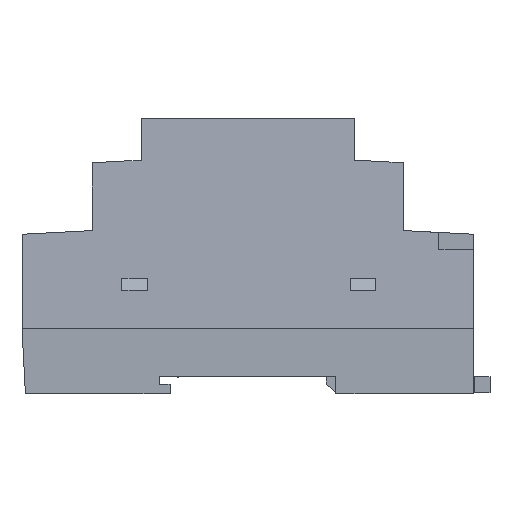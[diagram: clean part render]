
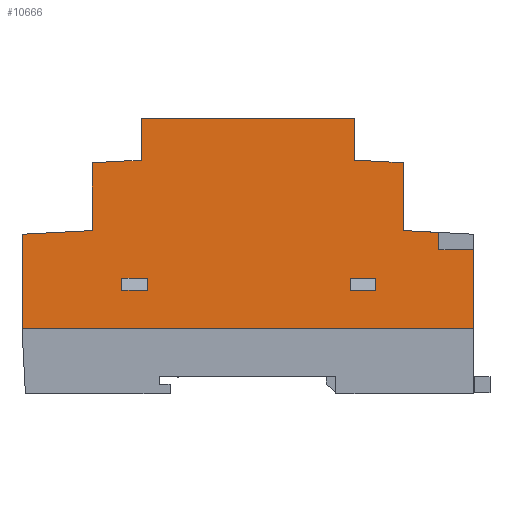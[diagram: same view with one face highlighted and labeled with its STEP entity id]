
A CAD part, left-side view. The second image highlights one B-rep face of the part: STEP entity #10666.
In plain terms, the highlighted planar face has unit normal (-0.999, 0, 0.052).
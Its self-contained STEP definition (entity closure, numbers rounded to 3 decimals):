
#96=ORIENTED_EDGE('',*,*,#3136,.T.);
#97=ORIENTED_EDGE('',*,*,#3137,.T.);
#98=ORIENTED_EDGE('',*,*,#3138,.T.);
#99=ORIENTED_EDGE('',*,*,#3139,.F.);
#100=ORIENTED_EDGE('',*,*,#3140,.T.);
#101=ORIENTED_EDGE('',*,*,#3141,.T.);
#102=ORIENTED_EDGE('',*,*,#3142,.T.);
#103=ORIENTED_EDGE('',*,*,#3143,.F.);
#104=ORIENTED_EDGE('',*,*,#3144,.T.);
#105=ORIENTED_EDGE('',*,*,#3145,.T.);
#106=ORIENTED_EDGE('',*,*,#3146,.T.);
#107=ORIENTED_EDGE('',*,*,#3147,.T.);
#108=ORIENTED_EDGE('',*,*,#3148,.T.);
#109=ORIENTED_EDGE('',*,*,#3149,.T.);
#110=ORIENTED_EDGE('',*,*,#3150,.F.);
#111=ORIENTED_EDGE('',*,*,#3151,.T.);
#112=ORIENTED_EDGE('',*,*,#3152,.T.);
#113=ORIENTED_EDGE('',*,*,#3153,.T.);
#114=ORIENTED_EDGE('',*,*,#3154,.T.);
#115=ORIENTED_EDGE('',*,*,#3155,.T.);
#116=ORIENTED_EDGE('',*,*,#3156,.T.);
#117=ORIENTED_EDGE('',*,*,#3157,.F.);
#3136=EDGE_CURVE('',#4656,#4657,#5674,.T.);
#3137=EDGE_CURVE('',#4657,#4658,#5675,.T.);
#3138=EDGE_CURVE('',#4658,#4659,#5676,.T.);
#3139=EDGE_CURVE('',#4656,#4659,#5677,.T.);
#3140=EDGE_CURVE('',#4660,#4661,#5678,.T.);
#3141=EDGE_CURVE('',#4661,#4662,#5679,.T.);
#3142=EDGE_CURVE('',#4662,#4663,#5680,.T.);
#3143=EDGE_CURVE('',#4660,#4663,#5681,.T.);
#3144=EDGE_CURVE('',#4664,#4665,#5682,.T.);
#3145=EDGE_CURVE('',#4665,#4666,#5683,.T.);
#3146=EDGE_CURVE('',#4666,#4667,#5684,.T.);
#3147=EDGE_CURVE('',#4667,#4668,#5685,.T.);
#3148=EDGE_CURVE('',#4668,#4669,#5686,.T.);
#3149=EDGE_CURVE('',#4669,#4670,#5687,.T.);
#3150=EDGE_CURVE('',#4671,#4670,#5688,.T.);
#3151=EDGE_CURVE('',#4671,#4672,#5689,.T.);
#3152=EDGE_CURVE('',#4672,#4673,#5690,.T.);
#3153=EDGE_CURVE('',#4673,#4674,#5691,.T.);
#3154=EDGE_CURVE('',#4674,#4675,#5692,.T.);
#3155=EDGE_CURVE('',#4675,#4676,#5693,.T.);
#3156=EDGE_CURVE('',#4676,#4677,#5694,.T.);
#3157=EDGE_CURVE('',#4664,#4677,#5695,.T.);
#4656=VERTEX_POINT('',#14780);
#4657=VERTEX_POINT('',#14781);
#4658=VERTEX_POINT('',#14783);
#4659=VERTEX_POINT('',#14785);
#4660=VERTEX_POINT('',#14788);
#4661=VERTEX_POINT('',#14789);
#4662=VERTEX_POINT('',#14791);
#4663=VERTEX_POINT('',#14793);
#4664=VERTEX_POINT('',#14796);
#4665=VERTEX_POINT('',#14797);
#4666=VERTEX_POINT('',#14799);
#4667=VERTEX_POINT('',#14801);
#4668=VERTEX_POINT('',#14803);
#4669=VERTEX_POINT('',#14805);
#4670=VERTEX_POINT('',#14807);
#4671=VERTEX_POINT('',#14809);
#4672=VERTEX_POINT('',#14811);
#4673=VERTEX_POINT('',#14813);
#4674=VERTEX_POINT('',#14815);
#4675=VERTEX_POINT('',#14817);
#4676=VERTEX_POINT('',#14819);
#4677=VERTEX_POINT('',#14821);
#5674=LINE('',#14779,#7138);
#5675=LINE('',#14782,#7139);
#5676=LINE('',#14784,#7140);
#5677=LINE('',#14786,#7141);
#5678=LINE('',#14787,#7142);
#5679=LINE('',#14790,#7143);
#5680=LINE('',#14792,#7144);
#5681=LINE('',#14794,#7145);
#5682=LINE('',#14795,#7146);
#5683=LINE('',#14798,#7147);
#5684=LINE('',#14800,#7148);
#5685=LINE('',#14802,#7149);
#5686=LINE('',#14804,#7150);
#5687=LINE('',#14806,#7151);
#5688=LINE('',#14808,#7152);
#5689=LINE('',#14810,#7153);
#5690=LINE('',#14812,#7154);
#5691=LINE('',#14814,#7155);
#5692=LINE('',#14816,#7156);
#5693=LINE('',#14818,#7157);
#5694=LINE('',#14820,#7158);
#5695=LINE('',#14822,#7159);
#7138=VECTOR('',#11971,1000.);
#7139=VECTOR('',#11972,1000.);
#7140=VECTOR('',#11973,1000.);
#7141=VECTOR('',#11974,1000.);
#7142=VECTOR('',#11975,1000.);
#7143=VECTOR('',#11976,1000.);
#7144=VECTOR('',#11977,1000.);
#7145=VECTOR('',#11978,1000.);
#7146=VECTOR('',#11979,1000.);
#7147=VECTOR('',#11980,1000.);
#7148=VECTOR('',#11981,1000.);
#7149=VECTOR('',#11982,1000.);
#7150=VECTOR('',#11983,1000.);
#7151=VECTOR('',#11984,1000.);
#7152=VECTOR('',#11985,1000.);
#7153=VECTOR('',#11986,1000.);
#7154=VECTOR('',#11987,1000.);
#7155=VECTOR('',#11988,1000.);
#7156=VECTOR('',#11989,1000.);
#7157=VECTOR('',#11990,1000.);
#7158=VECTOR('',#11991,1000.);
#7159=VECTOR('',#11992,1000.);
#8602=EDGE_LOOP('',(#96,#97,#98,#99));
#8603=EDGE_LOOP('',(#100,#101,#102,#103));
#8604=EDGE_LOOP('',(#104,#105,#106,#107,#108,#109,#110,#111,#112,#113,#114,
#115,#116,#117));
#9340=FACE_BOUND('',#8602,.T.);
#9341=FACE_BOUND('',#8603,.T.);
#9342=FACE_BOUND('',#8604,.T.);
#10078=PLANE('',#11295);
#10666=ADVANCED_FACE('',(#9340,#9341,#9342),#10078,.T.);
#11295=AXIS2_PLACEMENT_3D('',#14778,#11969,#11970);
#11969=DIRECTION('',(-0.999,0.,0.052));
#11970=DIRECTION('',(0.052,0.,0.999));
#11971=DIRECTION('',(0.,1.,0.));
#11972=DIRECTION('',(0.052,0.,0.999));
#11973=DIRECTION('',(0.,-1.,0.));
#11974=DIRECTION('',(0.052,0.,0.999));
#11975=DIRECTION('',(0.,1.,0.));
#11976=DIRECTION('',(0.052,0.,0.999));
#11977=DIRECTION('',(0.,-1.,0.));
#11978=DIRECTION('',(0.052,0.,0.999));
#11979=DIRECTION('',(0.,1.,0.));
#11980=DIRECTION('',(0.052,0.,0.999));
#11981=DIRECTION('',(0.003,0.999,0.052));
#11982=DIRECTION('',(0.052,0.,0.999));
#11983=DIRECTION('',(0.003,0.999,0.052));
#11984=DIRECTION('',(0.052,0.,0.999));
#11985=DIRECTION('',(0.,-1.,0.));
#11986=DIRECTION('',(-0.052,0.,-0.999));
#11987=DIRECTION('',(-0.003,0.999,-0.052));
#11988=DIRECTION('',(-0.052,0.,-0.999));
#11989=DIRECTION('',(-0.003,0.999,-0.052));
#11990=DIRECTION('',(-0.052,0.,-0.999));
#11991=DIRECTION('',(0.,-1.,0.));
#11992=DIRECTION('',(-0.052,0.,-0.999));
#14778=CARTESIAN_POINT('',(-33.273,91.,55.6));
#14779=CARTESIAN_POINT('',(-35.093,91.,20.861));
#14780=CARTESIAN_POINT('',(-35.093,19.69,20.861));
#14781=CARTESIAN_POINT('',(-35.093,24.89,20.861));
#14782=CARTESIAN_POINT('',(-33.273,24.89,55.6));
#14783=CARTESIAN_POINT('',(-34.965,24.89,23.3));
#14784=CARTESIAN_POINT('',(-34.965,91.,23.3));
#14785=CARTESIAN_POINT('',(-34.965,19.69,23.3));
#14786=CARTESIAN_POINT('',(-33.273,19.69,55.6));
#14787=CARTESIAN_POINT('',(-35.093,91.,20.861));
#14788=CARTESIAN_POINT('',(-35.093,65.69,20.861));
#14789=CARTESIAN_POINT('',(-35.093,70.89,20.861));
#14790=CARTESIAN_POINT('',(-33.273,70.89,55.6));
#14791=CARTESIAN_POINT('',(-34.965,70.89,23.3));
#14792=CARTESIAN_POINT('',(-34.965,91.,23.3));
#14793=CARTESIAN_POINT('',(-34.965,65.69,23.3));
#14794=CARTESIAN_POINT('',(-33.273,65.69,55.6));
#14795=CARTESIAN_POINT('',(-34.661,91.,29.1));
#14796=CARTESIAN_POINT('',(-34.661,0.,29.1));
#14797=CARTESIAN_POINT('',(-34.661,7.,29.1));
#14798=CARTESIAN_POINT('',(-33.273,7.,55.6));
#14799=CARTESIAN_POINT('',(-34.481,7.,32.547));
#14800=CARTESIAN_POINT('',(-34.461,14.392,32.934));
#14801=CARTESIAN_POINT('',(-34.461,14.2,32.924));
#14802=CARTESIAN_POINT('',(-33.555,14.2,50.219));
#14803=CARTESIAN_POINT('',(-33.744,14.2,46.6));
#14804=CARTESIAN_POINT('',(-33.717,24.19,47.124));
#14805=CARTESIAN_POINT('',(-33.717,24.,47.114));
#14806=CARTESIAN_POINT('',(-33.084,24.,59.194));
#14807=CARTESIAN_POINT('',(-33.273,24.,55.6));
#14808=CARTESIAN_POINT('',(-33.273,91.,55.6));
#14809=CARTESIAN_POINT('',(-33.273,67.,55.6));
#14810=CARTESIAN_POINT('',(-33.528,67.,50.731));
#14811=CARTESIAN_POINT('',(-33.717,67.,47.114));
#14812=CARTESIAN_POINT('',(-33.744,76.61,46.61));
#14813=CARTESIAN_POINT('',(-33.744,76.8,46.6));
#14814=CARTESIAN_POINT('',(-34.269,76.8,36.581));
#14815=CARTESIAN_POINT('',(-34.461,76.8,32.924));
#14816=CARTESIAN_POINT('',(-34.5,90.808,32.19));
#14817=CARTESIAN_POINT('',(-34.5,91.,32.18));
#14818=CARTESIAN_POINT('',(-33.273,91.,55.6));
#14819=CARTESIAN_POINT('',(-35.5,91.,13.1));
#14820=CARTESIAN_POINT('',(-35.5,91.,13.1));
#14821=CARTESIAN_POINT('',(-35.5,0.,13.1));
#14822=CARTESIAN_POINT('',(-33.273,0.,55.6));
